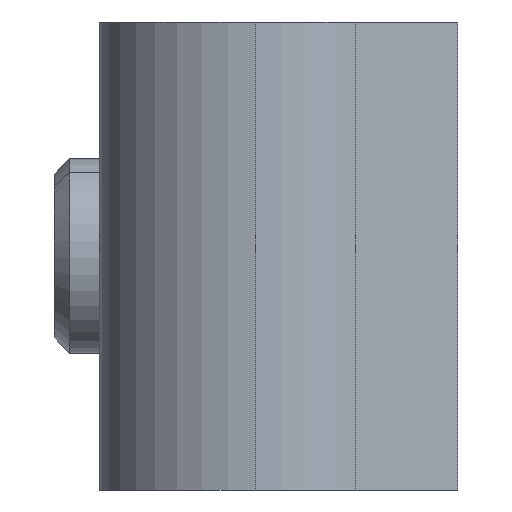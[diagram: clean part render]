
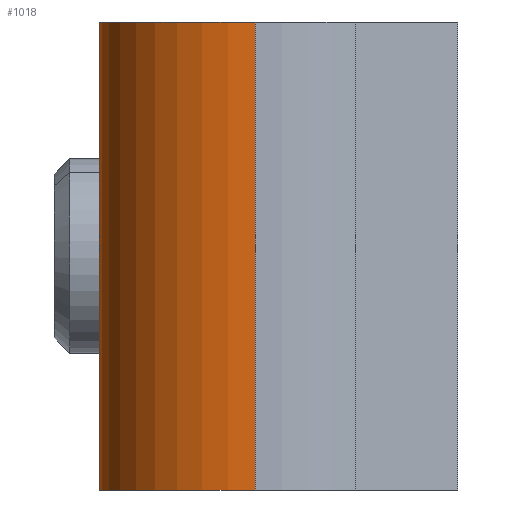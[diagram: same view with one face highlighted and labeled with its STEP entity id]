
A CAD part, left-side view. The second image highlights one B-rep face of the part: STEP entity #1018.
In plain terms, the highlighted cylindrical face has radius 2 mm (diameter 4 mm), a partial arc.
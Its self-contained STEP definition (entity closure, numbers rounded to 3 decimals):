
#6 = VERTEX_POINT ( 'NONE', #102 ) ;
#46 = VERTEX_POINT ( 'NONE', #71 ) ;
#58 = VERTEX_POINT ( 'NONE', #100 ) ;
#67 = VERTEX_POINT ( 'NONE', #105 ) ;
#71 = CARTESIAN_POINT ( 'NONE',  ( -6.37, -2., 0. ) ) ;
#100 = CARTESIAN_POINT ( 'NONE',  ( -4.37, 0., 6. ) ) ;
#102 = CARTESIAN_POINT ( 'NONE',  ( -6.37, -2., 6. ) ) ;
#105 = CARTESIAN_POINT ( 'NONE',  ( -4.37, 0., 0. ) ) ;
#134 = DIRECTION ( 'NONE',  ( 1., 0., 0. ) ) ;
#147 = DIRECTION ( 'NONE',  ( 0., 0., -1. ) ) ;
#258 = CARTESIAN_POINT ( 'NONE',  ( -4.37, -2., 0. ) ) ;
#270 = CARTESIAN_POINT ( 'NONE',  ( -4.37, -2., 6. ) ) ;
#273 = DIRECTION ( 'NONE',  ( 0., 0., -1. ) ) ;
#350 = DIRECTION ( 'NONE',  ( -1., 0., 0. ) ) ;
#417 = AXIS2_PLACEMENT_3D ( 'NONE', #270, #273, #350 ) ;
#637 = ORIENTED_EDGE ( 'NONE', *, *, #939, .F. ) ;
#638 = ORIENTED_EDGE ( 'NONE', *, *, #916, .T. ) ;
#639 = ORIENTED_EDGE ( 'NONE', *, *, #950, .T. ) ;
#640 = ORIENTED_EDGE ( 'NONE', *, *, #967, .F. ) ;
#689 = EDGE_LOOP ( 'NONE', ( #637, #638, #639, #640 ) ) ;
#768 = DIRECTION ( 'NONE',  ( 0., 0., -1. ) ) ;
#773 = CARTESIAN_POINT ( 'NONE',  ( -4.37, 0., 6. ) ) ;
#787 = CARTESIAN_POINT ( 'NONE',  ( -6.37, -2., 6. ) ) ;
#793 = DIRECTION ( 'NONE',  ( 0., 0., -1. ) ) ;
#801 = CARTESIAN_POINT ( 'NONE',  ( -4.37, -2., 6. ) ) ;
#807 = DIRECTION ( 'NONE',  ( 1., 0., 0. ) ) ;
#808 = DIRECTION ( 'NONE',  ( 0., 0., -1. ) ) ;
#884 = AXIS2_PLACEMENT_3D ( 'NONE', #258, #147, #134 ) ;
#896 = AXIS2_PLACEMENT_3D ( 'NONE', #801, #808, #807 ) ;
#916 = EDGE_CURVE ( 'NONE', #6, #58, #1369, .T. ) ;
#939 = EDGE_CURVE ( 'NONE', #6, #46, #1290, .T. ) ;
#950 = EDGE_CURVE ( 'NONE', #58, #67, #1278, .T. ) ;
#967 = EDGE_CURVE ( 'NONE', #46, #67, #1238, .T. ) ;
#1018 = ADVANCED_FACE ( 'NONE', ( #1168 ), #1159, .T. ) ;
#1159 = CYLINDRICAL_SURFACE ( 'NONE', #417, 2. ) ;
#1168 = FACE_OUTER_BOUND ( 'NONE', #689, .T. ) ;
#1238 = CIRCLE ( 'NONE', #884, 2. ) ;
#1269 = VECTOR ( 'NONE', #768, 1000. ) ;
#1278 = LINE ( 'NONE', #773, #1269 ) ;
#1289 = VECTOR ( 'NONE', #793, 1000. ) ;
#1290 = LINE ( 'NONE', #787, #1289 ) ;
#1369 = CIRCLE ( 'NONE', #896, 2. ) ;
